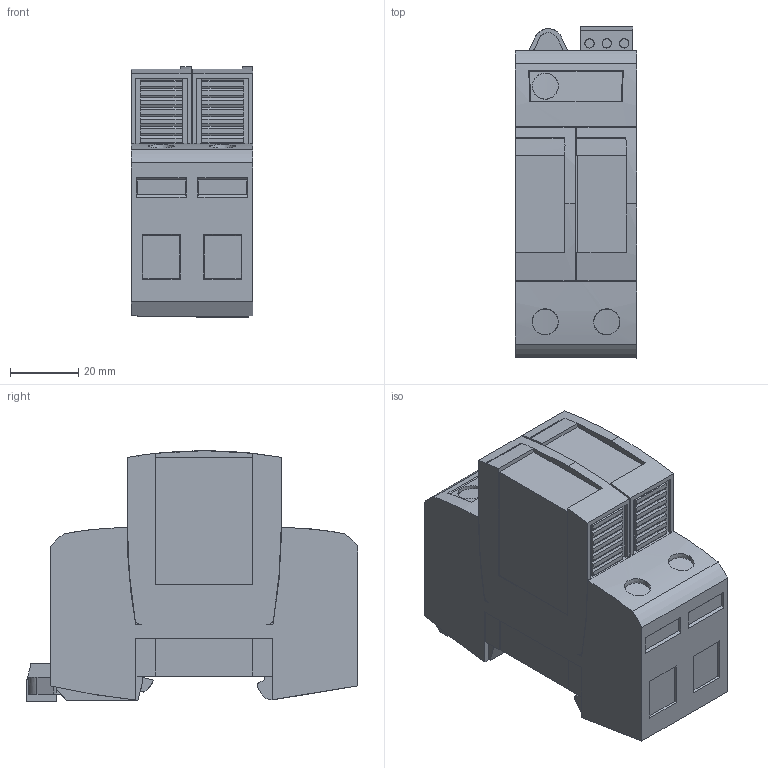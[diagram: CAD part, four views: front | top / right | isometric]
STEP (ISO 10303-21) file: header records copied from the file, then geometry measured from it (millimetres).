
FILE_DESCRIPTION (( 'STEP AP203' ), '1' );
FILE_NAME ('908195.step', '2021-03-03T20:08:56', ( '' ), ( '' ), 'SwSTEP 2.0', 'SolidWorks 2019', '' );
FILE_SCHEMA (( 'CONFIG_CONTROL_DESIGN' ));
Length unit declared in the file: inch
Products named in the file (1): 908195
Bounding box: 35.5 x 97.2 x 73.4 mm (x, y, z)
Volume: 180410.5 mm3; surface area: 27296 mm2
Topology: 1 solids, 1 shells, 516 faces, 1481 edges, 983 vertices
Faces by surface type: plane 392, cylinder 96, cone 12, bspline 9, torus 7
Entity records: 18897 total; most frequent: CARTESIAN_POINT 6246, ORIENTED_EDGE 2962, DIRECTION 2059, EDGE_CURVE 1481, VERTEX_POINT 983, LINE 945, VECTOR 945, AXIS2_PLACEMENT_3D 557
